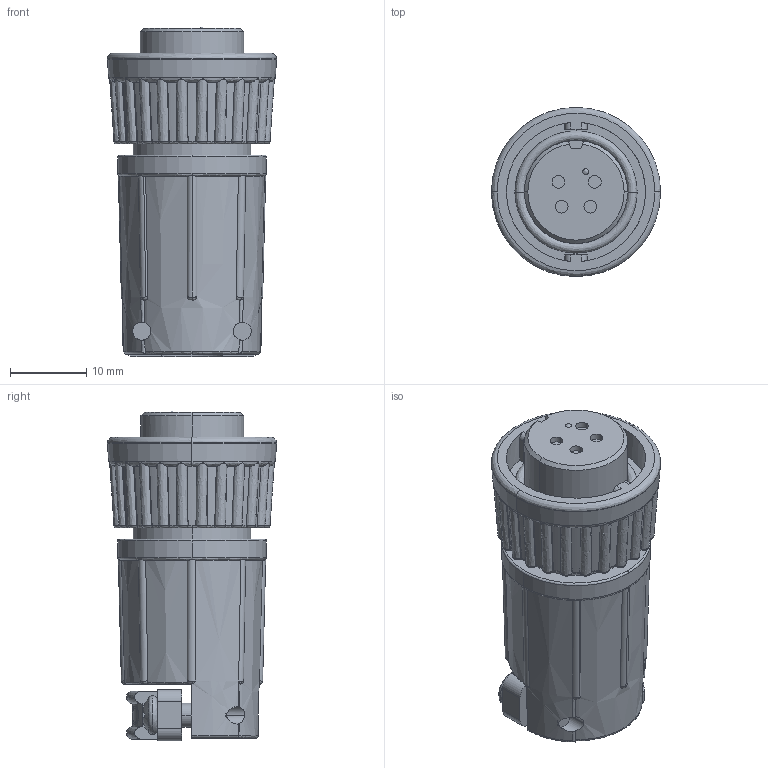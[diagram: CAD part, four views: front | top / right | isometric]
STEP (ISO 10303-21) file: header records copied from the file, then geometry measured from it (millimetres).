
FILE_DESCRIPTION (( 'STEP AP203' ), '1' );
FILE_NAME ('3280-4SG-5XX.STEP', '2018-08-10T16:14:45', ( '' ), ( '' ), 'SwSTEP 2.0', 'SolidWorks 2017', '' );
FILE_SCHEMA (( 'CONFIG_CONTROL_DESIGN' ));
Length unit declared in the file: inch
Products named in the file (1): 3280-4SG-5XX
Bounding box: 22.23 x 22.23 x 43.3 mm (x, y, z)
Volume: 10399.7 mm3; surface area: 4714.6 mm2
Topology: 1 solids, 1 shells, 402 faces, 1120 edges, 741 vertices
Faces by surface type: bspline 169, plane 134, cylinder 58, cone 41
Entity records: 20040 total; most frequent: CARTESIAN_POINT 11437, ORIENTED_EDGE 2240, DIRECTION 1202, EDGE_CURVE 1120, VERTEX_POINT 741, B_SPLINE_CURVE_WITH_KNOTS 501, AXIS2_PLACEMENT_3D 476, EDGE_LOOP 425
